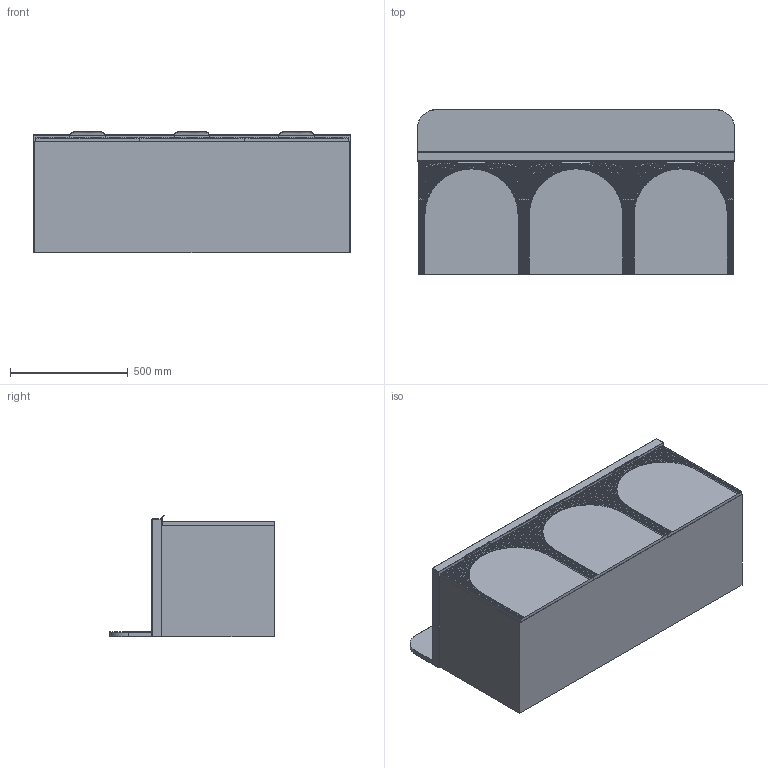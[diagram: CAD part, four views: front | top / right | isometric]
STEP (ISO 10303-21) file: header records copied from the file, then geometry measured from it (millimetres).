
FILE_DESCRIPTION (( 'STEP AP214' ), '1' );
FILE_NAME ('1350 Archie Centre (ALL DOOR).STEP', '2022-02-16T04:11:54', ( '' ), ( '' ), 'SwSTEP 2.0', 'SolidWorks 2021', '' );
FILE_SCHEMA (( 'AUTOMOTIVE_DESIGN' ));
Length unit declared in the file: millimetre
Products named in the file (4): Arch Panel; Carlisle; 1350 Archie Centre (ALL DOOR); 1350 Carcass Centre
Assembly tree (7 placements, depth 2):
  1350 Archie Centre (ALL DOOR)
    1350 Carcass Centre
    Arch Panel  x3
    Carlisle  x3
Bounding box: 1350 x 700 x 515.21 mm (x, y, z)
Volume: 84043597.7 mm3; surface area: 8375838.1 mm2
Topology: 9 solids, 9 shells, 708 faces, 1765 edges, 1072 vertices
Faces by surface type: plane 510, cone 132, bspline 30, cylinder 28, torus 4, sphere 4
Entity records: 8708 total; most frequent: CARTESIAN_POINT 2266, ORIENTED_EDGE 1342, DIRECTION 1235, EDGE_CURVE 671, LINE 427, VECTOR 427, VERTEX_POINT 408, AXIS2_PLACEMENT_3D 404
